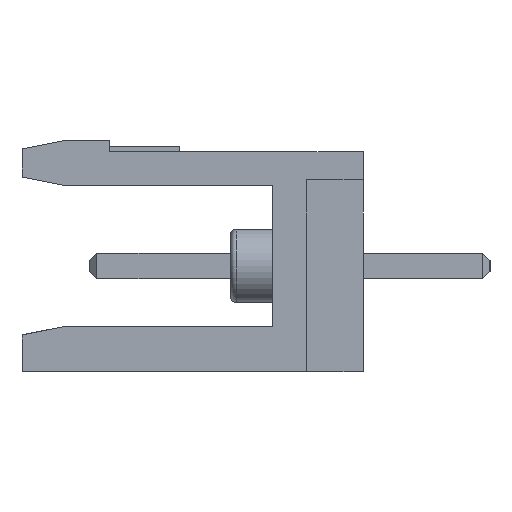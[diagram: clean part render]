
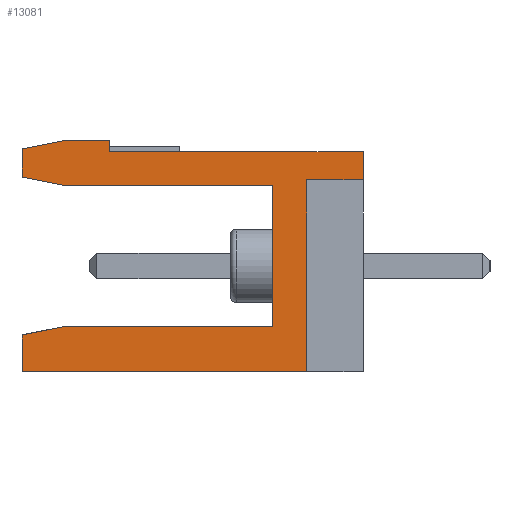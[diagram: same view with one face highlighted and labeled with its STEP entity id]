
A CAD part, left-side view. The second image highlights one B-rep face of the part: STEP entity #13081.
In plain terms, the highlighted planar face has unit normal (-1, 0, 0).
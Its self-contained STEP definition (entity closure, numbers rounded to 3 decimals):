
#7 = DIRECTION ( 'NONE',  ( 0., -1., 0. ) ) ;
#90 = VERTEX_POINT ( 'NONE', #12826 ) ;
#154 = ORIENTED_EDGE ( 'NONE', *, *, #8961, .F. ) ;
#286 = AXIS2_PLACEMENT_3D ( 'NONE', #5810, #726, #7831 ) ;
#339 = EDGE_CURVE ( 'NONE', #7195, #10552, #11323, .T. ) ;
#354 = EDGE_CURVE ( 'NONE', #10847, #11889, #484, .T. ) ;
#484 = LINE ( 'NONE', #9199, #8932 ) ;
#492 = VECTOR ( 'NONE', #12237, 1000. ) ;
#523 = VECTOR ( 'NONE', #4455, 1000. ) ;
#530 = EDGE_CURVE ( 'NONE', #7880, #4219, #7023, .T. ) ;
#569 = DIRECTION ( 'NONE',  ( 0., 0., 1. ) ) ;
#587 = EDGE_CURVE ( 'NONE', #11889, #7880, #5429, .T. ) ;
#726 = DIRECTION ( 'NONE',  ( 1., 0., 0. ) ) ;
#756 = CARTESIAN_POINT ( 'NONE',  ( -38.1, 12.1, -3.75 ) ) ;
#773 = EDGE_CURVE ( 'NONE', #971, #9176, #4943, .T. ) ;
#971 = VERTEX_POINT ( 'NONE', #1110 ) ;
#1110 = CARTESIAN_POINT ( 'NONE',  ( -38.1, 2., -3.75 ) ) ;
#1151 = VERTEX_POINT ( 'NONE', #11981 ) ;
#1847 = DIRECTION ( 'NONE',  ( 0., 0., 1. ) ) ;
#1931 = VECTOR ( 'NONE', #12859, 1000. ) ;
#2042 = CARTESIAN_POINT ( 'NONE',  ( -38.1, 10.6, 4.45 ) ) ;
#2064 = LINE ( 'NONE', #12761, #12242 ) ;
#2081 = EDGE_CURVE ( 'NONE', #1151, #4589, #6969, .T. ) ;
#2279 = DIRECTION ( 'NONE',  ( 0., 0., 1. ) ) ;
#2559 = CARTESIAN_POINT ( 'NONE',  ( -38.1, 0., -3.75 ) ) ;
#2653 = VECTOR ( 'NONE', #13064, 1000. ) ;
#2721 = CARTESIAN_POINT ( 'NONE',  ( -38.1, 3.2, -2.15 ) ) ;
#2973 = CARTESIAN_POINT ( 'NONE',  ( -38.1, 12.1, 4.15 ) ) ;
#3240 = LINE ( 'NONE', #9175, #492 ) ;
#3391 = CARTESIAN_POINT ( 'NONE',  ( -38.1, 10.6, -2.15 ) ) ;
#3609 = CARTESIAN_POINT ( 'NONE',  ( -38.1, 3.2, 2.85 ) ) ;
#3675 = CARTESIAN_POINT ( 'NONE',  ( -38.1, 0., 4.05 ) ) ;
#3700 = VECTOR ( 'NONE', #6365, 1000. ) ;
#3813 = ORIENTED_EDGE ( 'NONE', *, *, #4917, .F. ) ;
#3902 = ORIENTED_EDGE ( 'NONE', *, *, #7710, .F. ) ;
#3922 = CARTESIAN_POINT ( 'NONE',  ( -38.1, 10.6, 4.45 ) ) ;
#3961 = VERTEX_POINT ( 'NONE', #2721 ) ;
#4049 = CARTESIAN_POINT ( 'NONE',  ( -38.1, 0., 3.05 ) ) ;
#4098 = ORIENTED_EDGE ( 'NONE', *, *, #354, .F. ) ;
#4219 = VERTEX_POINT ( 'NONE', #9287 ) ;
#4265 = LINE ( 'NONE', #7912, #4868 ) ;
#4455 = DIRECTION ( 'NONE',  ( 0., -1., 0. ) ) ;
#4570 = ORIENTED_EDGE ( 'NONE', *, *, #339, .F. ) ;
#4589 = VERTEX_POINT ( 'NONE', #10289 ) ;
#4794 = PLANE ( 'NONE',  #286 ) ;
#4868 = VECTOR ( 'NONE', #1847, 1000. ) ;
#4917 = EDGE_CURVE ( 'NONE', #12927, #8841, #4265, .T. ) ;
#4943 = LINE ( 'NONE', #2559, #11140 ) ;
#4944 = CARTESIAN_POINT ( 'NONE',  ( -38.1, 10.6, 2.85 ) ) ;
#4948 = DIRECTION ( 'NONE',  ( 0., -0.981, 0.196 ) ) ;
#5220 = CARTESIAN_POINT ( 'NONE',  ( -38.1, 0., 4.05 ) ) ;
#5235 = CARTESIAN_POINT ( 'NONE',  ( -38.1, 12.1, 4.15 ) ) ;
#5348 = LINE ( 'NONE', #4944, #2653 ) ;
#5429 = LINE ( 'NONE', #5220, #7787 ) ;
#5515 = CARTESIAN_POINT ( 'NONE',  ( -38.1, 12.1, -2.45 ) ) ;
#5631 = EDGE_LOOP ( 'NONE', ( #10361, #12627, #8480, #11212, #4098, #3902, #4570, #9983, #3813, #7446, #11486, #6848, #154, #12314, #9301 ) ) ;
#5810 = CARTESIAN_POINT ( 'NONE',  ( -38.1, 0., 0. ) ) ;
#5915 = VECTOR ( 'NONE', #10164, 1000. ) ;
#5958 = LINE ( 'NONE', #3391, #523 ) ;
#6260 = DIRECTION ( 'NONE',  ( 0., 0., -1. ) ) ;
#6365 = DIRECTION ( 'NONE',  ( 0., 0., -1. ) ) ;
#6660 = DIRECTION ( 'NONE',  ( 0., 1., 0. ) ) ;
#6704 = LINE ( 'NONE', #9383, #3700 ) ;
#6795 = VECTOR ( 'NONE', #4948, 1000. ) ;
#6848 = ORIENTED_EDGE ( 'NONE', *, *, #7012, .F. ) ;
#6969 = LINE ( 'NONE', #3609, #13004 ) ;
#7012 = EDGE_CURVE ( 'NONE', #3961, #1151, #10217, .T. ) ;
#7023 = LINE ( 'NONE', #11224, #12115 ) ;
#7035 = CARTESIAN_POINT ( 'NONE',  ( -38.1, 9., 4.05 ) ) ;
#7195 = VERTEX_POINT ( 'NONE', #3922 ) ;
#7275 = CARTESIAN_POINT ( 'NONE',  ( -38.1, 3.2, -2.15 ) ) ;
#7441 = EDGE_CURVE ( 'NONE', #4219, #971, #6704, .T. ) ;
#7446 = ORIENTED_EDGE ( 'NONE', *, *, #12008, .F. ) ;
#7510 = VECTOR ( 'NONE', #2279, 1000. ) ;
#7570 = CARTESIAN_POINT ( 'NONE',  ( -38.1, 12.1, 3.15 ) ) ;
#7710 = EDGE_CURVE ( 'NONE', #10552, #10847, #8760, .T. ) ;
#7787 = VECTOR ( 'NONE', #6260, 1000. ) ;
#7831 = DIRECTION ( 'NONE',  ( 0., 0., -1. ) ) ;
#7880 = VERTEX_POINT ( 'NONE', #4049 ) ;
#7912 = CARTESIAN_POINT ( 'NONE',  ( -38.1, 12.1, 3.15 ) ) ;
#8201 = EDGE_CURVE ( 'NONE', #9176, #12904, #2064, .T. ) ;
#8480 = ORIENTED_EDGE ( 'NONE', *, *, #530, .F. ) ;
#8760 = LINE ( 'NONE', #8824, #1931 ) ;
#8824 = CARTESIAN_POINT ( 'NONE',  ( -38.1, 9., 4.45 ) ) ;
#8841 = VERTEX_POINT ( 'NONE', #5235 ) ;
#8851 = DIRECTION ( 'NONE',  ( 0., 1., 0. ) ) ;
#8932 = VECTOR ( 'NONE', #7, 1000. ) ;
#8961 = EDGE_CURVE ( 'NONE', #90, #3961, #5958, .T. ) ;
#9175 = CARTESIAN_POINT ( 'NONE',  ( -38.1, 12.1, -2.45 ) ) ;
#9176 = VERTEX_POINT ( 'NONE', #756 ) ;
#9186 = DIRECTION ( 'NONE',  ( 0., 1., 0. ) ) ;
#9199 = CARTESIAN_POINT ( 'NONE',  ( -38.1, 6.5, 4.05 ) ) ;
#9287 = CARTESIAN_POINT ( 'NONE',  ( -38.1, 2., 3.05 ) ) ;
#9301 = ORIENTED_EDGE ( 'NONE', *, *, #8201, .F. ) ;
#9383 = CARTESIAN_POINT ( 'NONE',  ( -38.1, 2., 3.05 ) ) ;
#9393 = FACE_OUTER_BOUND ( 'NONE', #5631, .T. ) ;
#9983 = ORIENTED_EDGE ( 'NONE', *, *, #10838, .F. ) ;
#10164 = DIRECTION ( 'NONE',  ( 0., -1., 0. ) ) ;
#10217 = LINE ( 'NONE', #7275, #7510 ) ;
#10289 = CARTESIAN_POINT ( 'NONE',  ( -38.1, 10.6, 2.85 ) ) ;
#10361 = ORIENTED_EDGE ( 'NONE', *, *, #773, .F. ) ;
#10552 = VERTEX_POINT ( 'NONE', #11624 ) ;
#10838 = EDGE_CURVE ( 'NONE', #8841, #7195, #12220, .T. ) ;
#10847 = VERTEX_POINT ( 'NONE', #7035 ) ;
#11140 = VECTOR ( 'NONE', #8851, 1000. ) ;
#11212 = ORIENTED_EDGE ( 'NONE', *, *, #587, .F. ) ;
#11224 = CARTESIAN_POINT ( 'NONE',  ( -38.1, 0., 3.05 ) ) ;
#11323 = LINE ( 'NONE', #2042, #5915 ) ;
#11486 = ORIENTED_EDGE ( 'NONE', *, *, #2081, .F. ) ;
#11624 = CARTESIAN_POINT ( 'NONE',  ( -38.1, 9., 4.45 ) ) ;
#11889 = VERTEX_POINT ( 'NONE', #3675 ) ;
#11981 = CARTESIAN_POINT ( 'NONE',  ( -38.1, 3.2, 2.85 ) ) ;
#12008 = EDGE_CURVE ( 'NONE', #4589, #12927, #5348, .T. ) ;
#12084 = EDGE_CURVE ( 'NONE', #12904, #90, #3240, .T. ) ;
#12115 = VECTOR ( 'NONE', #9186, 1000. ) ;
#12220 = LINE ( 'NONE', #2973, #6795 ) ;
#12237 = DIRECTION ( 'NONE',  ( 0., -0.981, 0.196 ) ) ;
#12242 = VECTOR ( 'NONE', #569, 1000. ) ;
#12314 = ORIENTED_EDGE ( 'NONE', *, *, #12084, .F. ) ;
#12627 = ORIENTED_EDGE ( 'NONE', *, *, #7441, .F. ) ;
#12761 = CARTESIAN_POINT ( 'NONE',  ( -38.1, 12.1, -3.75 ) ) ;
#12826 = CARTESIAN_POINT ( 'NONE',  ( -38.1, 10.6, -2.15 ) ) ;
#12859 = DIRECTION ( 'NONE',  ( 0., 0., -1. ) ) ;
#12904 = VERTEX_POINT ( 'NONE', #5515 ) ;
#12927 = VERTEX_POINT ( 'NONE', #7570 ) ;
#13004 = VECTOR ( 'NONE', #6660, 1000. ) ;
#13064 = DIRECTION ( 'NONE',  ( 0., 0.981, 0.196 ) ) ;
#13081 = ADVANCED_FACE ( 'NONE', ( #9393 ), #4794, .F. ) ;
